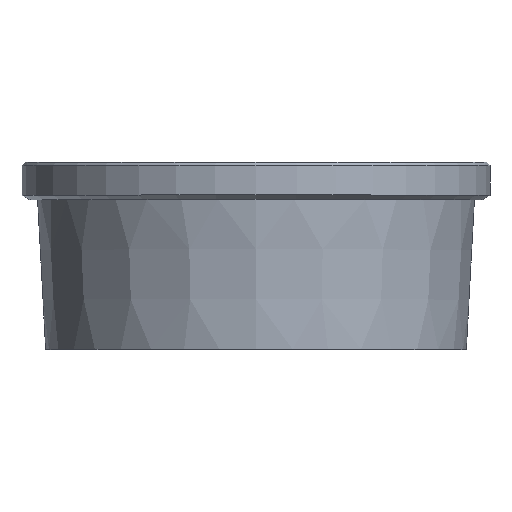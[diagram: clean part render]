
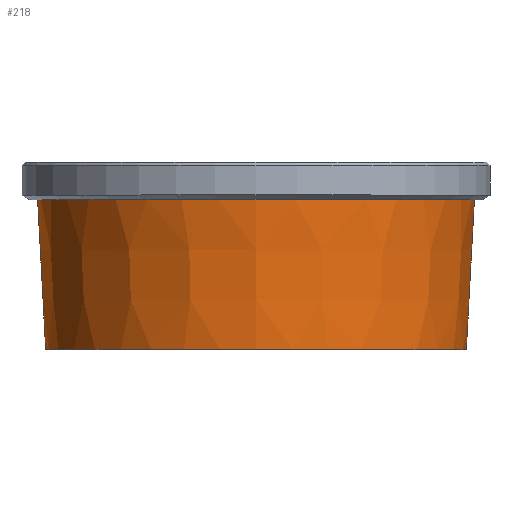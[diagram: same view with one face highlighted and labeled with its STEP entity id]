
A CAD part, top view. The second image highlights one B-rep face of the part: STEP entity #218.
In plain terms, the highlighted conical face has half-angle 3.097 degrees and reference radius 68.702 mm.
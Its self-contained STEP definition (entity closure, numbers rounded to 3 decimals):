
#24=LINE('',#384,#32);
#32=VECTOR('',#308,68.702);
#39=CONICAL_SURFACE('',#254,68.702,0.054);
#52=FACE_OUTER_BOUND('',#70,.T.);
#70=EDGE_LOOP('',(#167,#168,#169,#170));
#90=CIRCLE('',#253,70.);
#91=CIRCLE('',#255,67.403);
#110=VERTEX_POINT('',#380);
#111=VERTEX_POINT('',#383);
#131=EDGE_CURVE('',#110,#110,#90,.T.);
#132=EDGE_CURVE('',#110,#111,#24,.T.);
#133=EDGE_CURVE('',#111,#111,#91,.T.);
#167=ORIENTED_EDGE('',*,*,#131,.T.);
#168=ORIENTED_EDGE('',*,*,#132,.T.);
#169=ORIENTED_EDGE('',*,*,#133,.F.);
#170=ORIENTED_EDGE('',*,*,#132,.F.);
#218=ADVANCED_FACE('',(#52),#39,.T.);
#253=AXIS2_PLACEMENT_3D('',#381,#304,#305);
#254=AXIS2_PLACEMENT_3D('',#382,#306,#307);
#255=AXIS2_PLACEMENT_3D('',#385,#309,#310);
#304=DIRECTION('center_axis',(0.,-1.,0.));
#305=DIRECTION('ref_axis',(1.,0.,0.));
#306=DIRECTION('center_axis',(0.,1.,0.));
#307=DIRECTION('ref_axis',(1.,0.,0.));
#308=DIRECTION('',(0.054,-0.999,0.));
#309=DIRECTION('center_axis',(0.,-1.,0.));
#310=DIRECTION('ref_axis',(1.,0.,0.));
#380=CARTESIAN_POINT('',(-70.,52.319,0.));
#381=CARTESIAN_POINT('Origin',(0.,52.319,0.));
#382=CARTESIAN_POINT('Origin',(0.,28.319,0.));
#383=CARTESIAN_POINT('',(-67.403,4.319,0.));
#384=CARTESIAN_POINT('',(-68.702,28.319,0.));
#385=CARTESIAN_POINT('Origin',(0.,4.319,0.));
